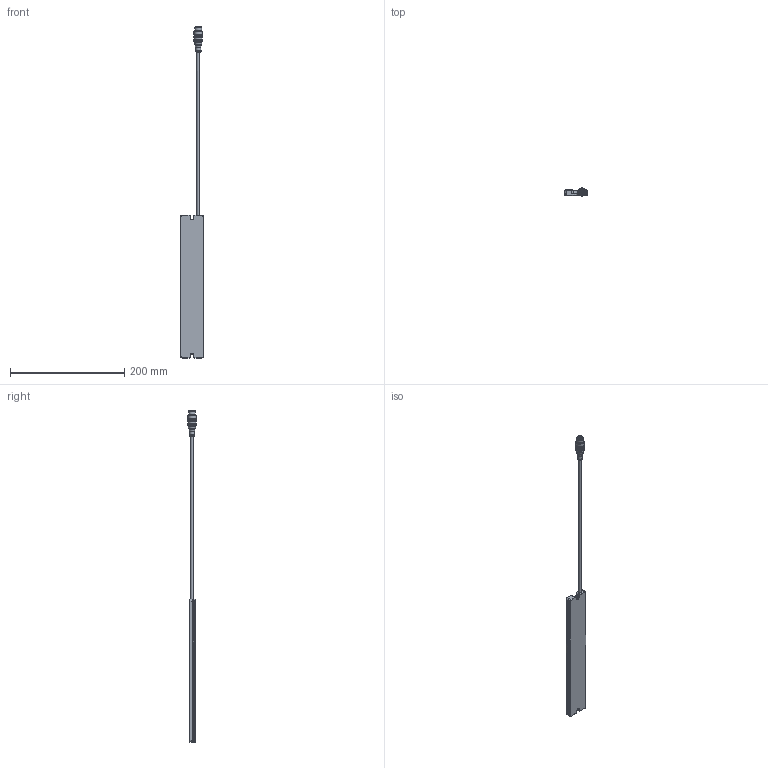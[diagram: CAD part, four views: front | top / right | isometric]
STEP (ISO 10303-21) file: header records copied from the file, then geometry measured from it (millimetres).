
FILE_DESCRIPTION(('FreeCAD Model'),'2;1');
FILE_NAME('MB-RGBW-25x-K-B5.step','2019-02-14T15:52:09',('Author' ),(''),'Open CASCADE STEP processor 6.8','FreeCAD','Unknown');
FILE_SCHEMA(('AUTOMOTIVE_DESIGN_CC2 { 1 2 10303 214 -1 1 5 4 }'));
Length unit declared in the file: millimetre
Products named in the file (4): ASSEMBLY; MB_RGBW_25x_K_B5; MB_RGBW_25x_K_B5002; MB_RGBW_25x_K_B5001
Assembly tree (3 placements, depth 2):
  ASSEMBLY
    MB_RGBW_25x_K_B5
    MB_RGBW_25x_K_B5002
    MB_RGBW_25x_K_B5001
Bounding box: 40 x 14.5 x 581.75 mm (x, y, z)
Volume: 106124.4 mm3; surface area: 52227.6 mm2
Topology: 3 solids, 3 shells, 216 faces, 514 edges, 326 vertices
Faces by surface type: bspline 216
Entity records: 32955 total; most frequent: CARTESIAN_POINT 25974, B_SPLINE_CURVE_WITH_KNOTS 1087, ORIENTED_EDGE 1028, PCURVE 1028, DEFINITIONAL_REPRESENTATION 1028, EDGE_CURVE 514, SURFACE_CURVE 466, VERTEX_POINT 326
